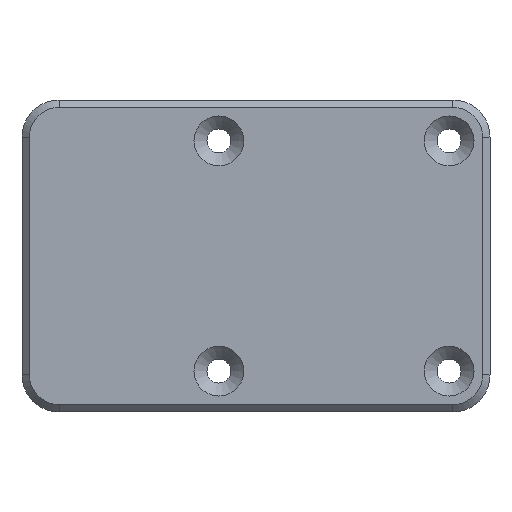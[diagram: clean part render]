
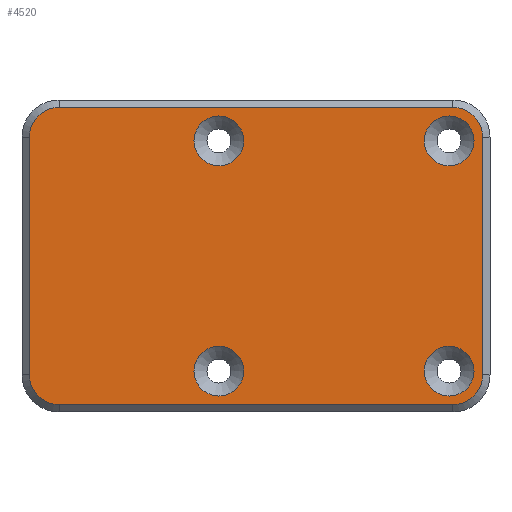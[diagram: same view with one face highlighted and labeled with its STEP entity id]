
A CAD part, front view. The second image highlights one B-rep face of the part: STEP entity #4520.
In plain terms, the highlighted planar face has unit normal (0, -1, 0).
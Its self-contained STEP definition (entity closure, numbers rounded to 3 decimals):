
#105=FACE_BOUND('',#590,.T.);
#106=FACE_BOUND('',#591,.T.);
#107=FACE_BOUND('',#592,.T.);
#108=FACE_BOUND('',#593,.T.);
#160=PLANE('',#4883);
#319=FACE_OUTER_BOUND('',#589,.T.);
#589=EDGE_LOOP('',(#3451,#3452,#3453,#3454,#3455,#3456,#3457,#3458));
#590=EDGE_LOOP('',(#3459));
#591=EDGE_LOOP('',(#3460));
#592=EDGE_LOOP('',(#3461));
#593=EDGE_LOOP('',(#3462));
#983=LINE('',#7203,#1406);
#987=LINE('',#7215,#1410);
#989=LINE('',#7224,#1412);
#995=LINE('',#7239,#1418);
#1406=VECTOR('',#5715,10.);
#1410=VECTOR('',#5727,10.);
#1412=VECTOR('',#5737,10.);
#1418=VECTOR('',#5751,10.);
#1714=CIRCLE('',#4864,4.);
#1716=CIRCLE('',#4868,4.);
#1718=CIRCLE('',#4872,4.);
#1721=CIRCLE('',#4877,4.);
#1723=CIRCLE('',#4884,3.35);
#1724=CIRCLE('',#4885,3.35);
#1725=CIRCLE('',#4886,3.35);
#1726=CIRCLE('',#4887,3.35);
#2061=VERTEX_POINT('',#7196);
#2064=VERTEX_POINT('',#7201);
#2065=VERTEX_POINT('',#7205);
#2067=VERTEX_POINT('',#7211);
#2069=VERTEX_POINT('',#7217);
#2071=VERTEX_POINT('',#7223);
#2073=VERTEX_POINT('',#7229);
#2075=VERTEX_POINT('',#7235);
#2086=VERTEX_POINT('',#7273);
#2087=VERTEX_POINT('',#7275);
#2088=VERTEX_POINT('',#7277);
#2089=VERTEX_POINT('',#7279);
#2568=EDGE_CURVE('',#2064,#2061,#983,.T.);
#2569=EDGE_CURVE('',#2061,#2065,#1714,.T.);
#2574=EDGE_CURVE('',#2065,#2067,#987,.T.);
#2575=EDGE_CURVE('',#2067,#2069,#1716,.T.);
#2578=EDGE_CURVE('',#2069,#2071,#989,.T.);
#2581=EDGE_CURVE('',#2071,#2073,#1718,.T.);
#2586=EDGE_CURVE('',#2073,#2075,#995,.T.);
#2588=EDGE_CURVE('',#2075,#2064,#1721,.T.);
#2605=EDGE_CURVE('',#2086,#2086,#1723,.T.);
#2606=EDGE_CURVE('',#2087,#2087,#1724,.T.);
#2607=EDGE_CURVE('',#2088,#2088,#1725,.T.);
#2608=EDGE_CURVE('',#2089,#2089,#1726,.T.);
#3451=ORIENTED_EDGE('',*,*,#2568,.F.);
#3452=ORIENTED_EDGE('',*,*,#2588,.F.);
#3453=ORIENTED_EDGE('',*,*,#2586,.F.);
#3454=ORIENTED_EDGE('',*,*,#2581,.F.);
#3455=ORIENTED_EDGE('',*,*,#2578,.F.);
#3456=ORIENTED_EDGE('',*,*,#2575,.F.);
#3457=ORIENTED_EDGE('',*,*,#2574,.F.);
#3458=ORIENTED_EDGE('',*,*,#2569,.F.);
#3459=ORIENTED_EDGE('',*,*,#2605,.F.);
#3460=ORIENTED_EDGE('',*,*,#2606,.T.);
#3461=ORIENTED_EDGE('',*,*,#2607,.F.);
#3462=ORIENTED_EDGE('',*,*,#2608,.T.);
#4520=ADVANCED_FACE('',(#319,#105,#106,#107,#108),#160,.F.);
#4864=AXIS2_PLACEMENT_3D('',#7206,#5718,#5719);
#4868=AXIS2_PLACEMENT_3D('',#7218,#5730,#5731);
#4872=AXIS2_PLACEMENT_3D('',#7230,#5742,#5743);
#4877=AXIS2_PLACEMENT_3D('',#7242,#5756,#5757);
#4883=AXIS2_PLACEMENT_3D('',#7272,#5783,#5784);
#4884=AXIS2_PLACEMENT_3D('',#7274,#5785,#5786);
#4885=AXIS2_PLACEMENT_3D('',#7276,#5787,#5788);
#4886=AXIS2_PLACEMENT_3D('',#7278,#5789,#5790);
#4887=AXIS2_PLACEMENT_3D('',#7280,#5791,#5792);
#5715=DIRECTION('',(0.,0.,-1.));
#5718=DIRECTION('center_axis',(0.,1.,0.));
#5719=DIRECTION('ref_axis',(0.,0.,-1.));
#5727=DIRECTION('',(-1.,0.,0.));
#5730=DIRECTION('center_axis',(0.,1.,0.));
#5731=DIRECTION('ref_axis',(-1.,0.,0.));
#5737=DIRECTION('',(0.,0.,1.));
#5742=DIRECTION('center_axis',(0.,1.,0.));
#5743=DIRECTION('ref_axis',(0.,0.,1.));
#5751=DIRECTION('',(1.,0.,0.));
#5756=DIRECTION('center_axis',(0.,1.,0.));
#5757=DIRECTION('ref_axis',(0.,0.,1.));
#5783=DIRECTION('center_axis',(0.,1.,0.));
#5784=DIRECTION('ref_axis',(1.,0.,0.));
#5785=DIRECTION('center_axis',(0.,-1.,0.));
#5786=DIRECTION('ref_axis',(1.,0.,0.));
#5787=DIRECTION('center_axis',(0.,1.,0.));
#5788=DIRECTION('ref_axis',(-1.,0.,0.));
#5789=DIRECTION('center_axis',(0.,-1.,0.));
#5790=DIRECTION('ref_axis',(-1.,0.,0.));
#5791=DIRECTION('center_axis',(0.,1.,0.));
#5792=DIRECTION('ref_axis',(1.,0.,0.));
#7196=CARTESIAN_POINT('',(-17.131,0.,24.602));
#7201=CARTESIAN_POINT('',(-17.131,0.,56.602));
#7203=CARTESIAN_POINT('',(-17.131,0.,56.352));
#7205=CARTESIAN_POINT('',(-21.131,0.,20.602));
#7206=CARTESIAN_POINT('Origin',(-21.131,0.,24.602));
#7211=CARTESIAN_POINT('',(-74.131,0.,20.602));
#7215=CARTESIAN_POINT('',(-29.381,0.,20.602));
#7217=CARTESIAN_POINT('',(-78.131,0.,24.602));
#7218=CARTESIAN_POINT('Origin',(-74.131,0.,24.602));
#7223=CARTESIAN_POINT('',(-78.131,0.,56.602));
#7224=CARTESIAN_POINT('',(-78.131,0.,40.352));
#7229=CARTESIAN_POINT('',(-74.131,0.,60.602));
#7230=CARTESIAN_POINT('Origin',(-74.131,0.,56.602));
#7235=CARTESIAN_POINT('',(-21.131,0.,60.602));
#7239=CARTESIAN_POINT('',(-29.381,0.,60.602));
#7242=CARTESIAN_POINT('Origin',(-21.131,0.,56.602));
#7272=CARTESIAN_POINT('Origin',(-21.631,0.,56.102));
#7273=CARTESIAN_POINT('',(-24.981,0.,25.102));
#7274=CARTESIAN_POINT('Origin',(-21.631,0.,25.102));
#7275=CARTESIAN_POINT('',(-49.281,0.,25.102));
#7276=CARTESIAN_POINT('Origin',(-52.631,0.,25.102));
#7277=CARTESIAN_POINT('',(-49.281,0.,56.102));
#7278=CARTESIAN_POINT('Origin',(-52.631,0.,56.102));
#7279=CARTESIAN_POINT('',(-24.981,0.,56.102));
#7280=CARTESIAN_POINT('Origin',(-21.631,0.,56.102));
